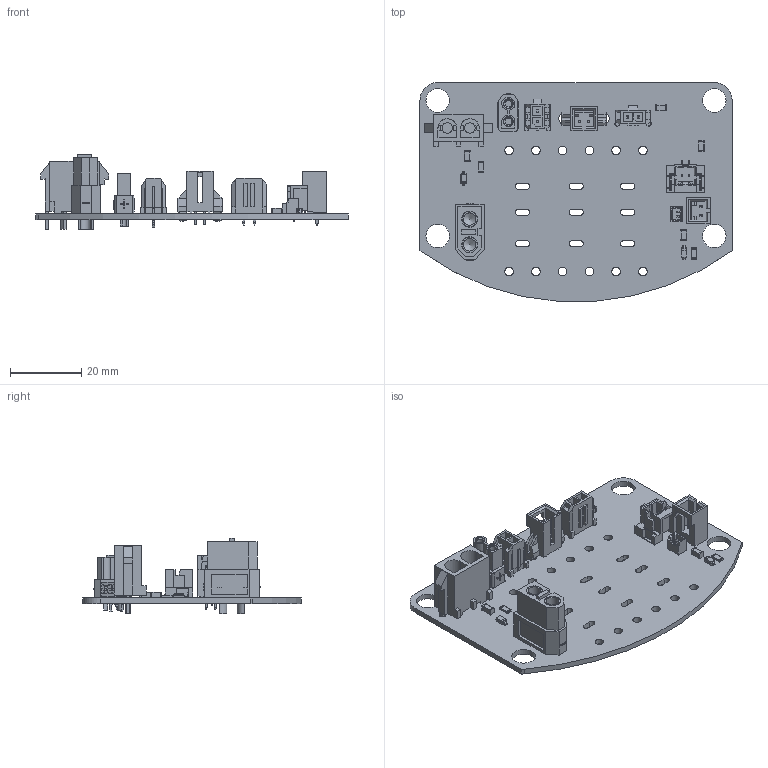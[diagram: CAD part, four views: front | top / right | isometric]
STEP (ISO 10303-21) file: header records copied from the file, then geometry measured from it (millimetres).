
FILE_DESCRIPTION(('KiCad electronic assembly'),'2;1');
FILE_NAME('Armement2026.step','2025-12-29T22:41:10',('Pcbnew'),('Kicad') ,'Open CASCADE STEP processor 7.8','KiCad to STEP converter','Unknown' );
FILE_SCHEMA(('AUTOMOTIVE_DESIGN { 1 0 10303 214 1 1 1 1 }'));
Length unit declared in the file: millimetre
Products named in the file (26): Armement2026 1; R_1206_3216Metric; 705450001; C_1206_3216Metric; XT30-F_m.ver; 436500227; 436500227wbm000_01; D_SOD-123; D_SOD_123; AMASS_XT60-F_1x02_P7.2mm_Vertical; XT60 female v5; 440670201; 530470210; 530470210wbm000_01; 5600200220; 1; 705430001; 432550059; _autosave-Armement2026_PCB
Assembly tree (30 placements, depth 3):
  Armement2026 1
    R_1206_3216Metric  x2
      R_1206_3216Metric
    705450001
      705450001
    C_1206_3216Metric  x4
      C_1206_3216Metric
    XT30-F_m.ver
      XT30-F_m.ver
    436500227
      436500227wbm000_01
    D_SOD-123  x2
      D_SOD_123
    AMASS_XT60-F_1x02_P7.2mm_Vertical
      XT60 female v5
    440670201
      440670201
    530470210
      530470210wbm000_01
    5600200220
      1
    705430001
      705430001
    432550059
      432550059
    _autosave-Armement2026_PCB
Bounding box: 87.5 x 61.34 x 21.2 mm (x, y, z)
Volume: 11677.6 mm3; surface area: 18648.6 mm2
Topology: 24 solids, 24 shells, 1626 faces, 4396 edges, 2894 vertices
Faces by surface type: plane 1291, cylinder 219, bspline 100, cone 14, sphere 2
Full cylindrical faces by diameter (mm): 0.65 x2, 1 x2, 1.02 x2, 1.067 x4, 1.168 x2, 1.27 x2, 1.854 x3, 2.4 x12, 2.7 x2, 3 x2, 3.454 x2, 3.5 x2, 4.3 x4, 4.5 x4, 6 x2, 6.6 x4
Entity records: 51419 total; most frequent: CARTESIAN_POINT 11231, ORIENTED_EDGE 7808, DIRECTION 6950, EDGE_CURVE 3904, LINE 3354, VECTOR 3354, VERTEX_POINT 2534, AXIS2_PLACEMENT_3D 1798
